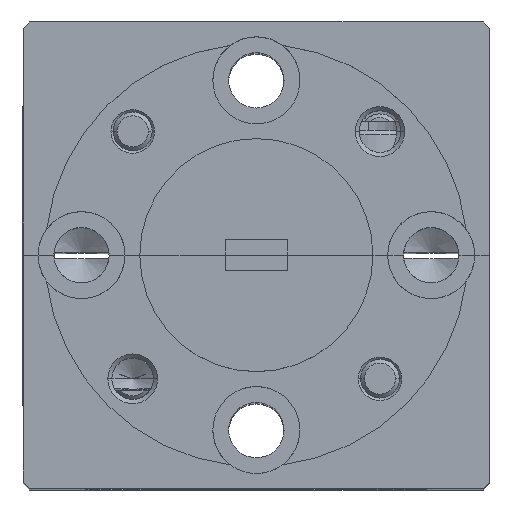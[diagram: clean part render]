
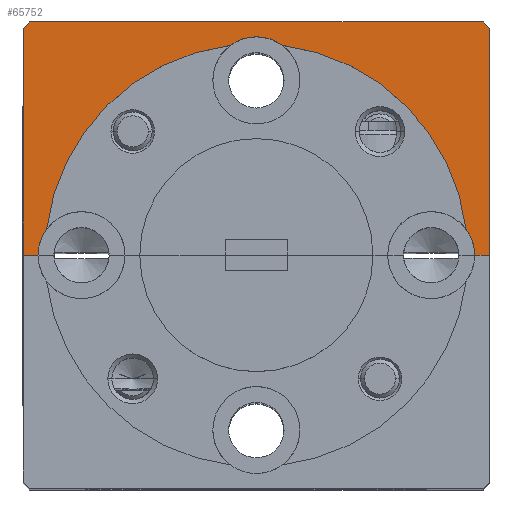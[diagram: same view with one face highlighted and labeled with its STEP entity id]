
A CAD part, top view. The second image highlights one B-rep face of the part: STEP entity #65752.
In plain terms, the highlighted planar face has unit normal (0, 0, 1).
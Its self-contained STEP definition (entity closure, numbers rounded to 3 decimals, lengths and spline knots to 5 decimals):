
#11 = DIRECTION ( 'NONE',  ( 0., 0., 1. ) ) ;
#921 = VECTOR ( 'NONE', #65775, 39.37008 ) ;
#1541 = CIRCLE ( 'NONE', #55118, 0.07 ) ;
#1588 = EDGE_CURVE ( 'NONE', #12580, #15645, #67291, .T. ) ;
#3255 = FACE_OUTER_BOUND ( 'NONE', #41864, .T. ) ;
#3345 = DIRECTION ( 'NONE',  ( -0.707, -0.707, 0. ) ) ;
#4121 = CARTESIAN_POINT ( 'NONE',  ( 0.375, 0.5625, 0.8 ) ) ;
#4798 = CARTESIAN_POINT ( 'NONE',  ( 0.27625, 0.65125, 0.8 ) ) ;
#5699 = DIRECTION ( 'NONE',  ( -0.707, 0.707, 0. ) ) ;
#6095 = CARTESIAN_POINT ( 'NONE',  ( 0.28125, 0.1875, 0.8 ) ) ;
#6604 = LINE ( 'NONE', #36481, #65096 ) ;
#6609 = CARTESIAN_POINT ( 'NONE',  ( 0.365, 0.5625, 0.8 ) ) ;
#6876 = AXIS2_PLACEMENT_3D ( 'NONE', #21580, #42226, #57896 ) ;
#7050 = LINE ( 'NONE', #15502, #41179 ) ;
#8242 = ORIENTED_EDGE ( 'NONE', *, *, #41141, .F. ) ;
#9395 = EDGE_CURVE ( 'NONE', #54309, #61314, #31774, .T. ) ;
#10001 = CARTESIAN_POINT ( 'NONE',  ( 0., 0.1875, 0.8 ) ) ;
#10112 = DIRECTION ( 'NONE',  ( -1., 0., 0. ) ) ;
#10775 = CARTESIAN_POINT ( 'NONE',  ( -0.375, 0.1875, 0.8 ) ) ;
#11127 = VERTEX_POINT ( 'NONE', #25889 ) ;
#11175 = ORIENTED_EDGE ( 'NONE', *, *, #65569, .T. ) ;
#12580 = VERTEX_POINT ( 'NONE', #14177 ) ;
#13956 = VERTEX_POINT ( 'NONE', #18930 ) ;
#14104 = CIRCLE ( 'NONE', #52682, 0.34 ) ;
#14177 = CARTESIAN_POINT ( 'NONE',  ( 0.375, 0.5525, 0.8 ) ) ;
#15502 = CARTESIAN_POINT ( 'NONE',  ( -0.375, 0.1875, 0.8 ) ) ;
#15645 = VERTEX_POINT ( 'NONE', #6609 ) ;
#15822 = CARTESIAN_POINT ( 'NONE',  ( 0.35125, 0.1875, 0.8 ) ) ;
#15961 = DIRECTION ( 'NONE',  ( 0., -1., 0. ) ) ;
#16198 = DIRECTION ( 'NONE',  ( 1., 0., 0. ) ) ;
#16652 = VERTEX_POINT ( 'NONE', #48689 ) ;
#16906 = EDGE_CURVE ( 'NONE', #11127, #35476, #7050, .T. ) ;
#17389 = CARTESIAN_POINT ( 'NONE',  ( -0.365, 0.5625, 0.8 ) ) ;
#18930 = CARTESIAN_POINT ( 'NONE',  ( -0.35125, 0.1875, 0.8 ) ) ;
#19266 = ORIENTED_EDGE ( 'NONE', *, *, #45354, .T. ) ;
#19340 = AXIS2_PLACEMENT_3D ( 'NONE', #31293, #11, #46731 ) ;
#20017 = DIRECTION ( 'NONE',  ( 0., 0., 1. ) ) ;
#21580 = CARTESIAN_POINT ( 'NONE',  ( 0., 0.46875, 0.8 ) ) ;
#22337 = ORIENTED_EDGE ( 'NONE', *, *, #50889, .F. ) ;
#25161 = CARTESIAN_POINT ( 'NONE',  ( 0.375, 0.1875, 0.8 ) ) ;
#25889 = CARTESIAN_POINT ( 'NONE',  ( -0.375, 0.5525, 0.8 ) ) ;
#26235 = ORIENTED_EDGE ( 'NONE', *, *, #9395, .T. ) ;
#26470 = CARTESIAN_POINT ( 'NONE',  ( 0., 0.375, 0.8 ) ) ;
#26989 = DIRECTION ( 'NONE',  ( 1., 0., 0. ) ) ;
#27219 = VECTOR ( 'NONE', #34553, 39.37008 ) ;
#28749 = LINE ( 'NONE', #4121, #66935 ) ;
#28807 = ORIENTED_EDGE ( 'NONE', *, *, #16906, .T. ) ;
#30441 = LINE ( 'NONE', #40229, #27219 ) ;
#30829 = DIRECTION ( 'NONE',  ( 0., 1., 0. ) ) ;
#31293 = CARTESIAN_POINT ( 'NONE',  ( -0.28125, 0.1875, 0.8 ) ) ;
#31683 = DIRECTION ( 'NONE',  ( 0., 0., 1. ) ) ;
#31774 = LINE ( 'NONE', #34194, #921 ) ;
#34194 = CARTESIAN_POINT ( 'NONE',  ( 0.375, 0.1875, 0.8 ) ) ;
#34424 = CARTESIAN_POINT ( 'NONE',  ( -0.27625, 0.65125, 0.8 ) ) ;
#34553 = DIRECTION ( 'NONE',  ( 1., 0., 0. ) ) ;
#34946 = CIRCLE ( 'NONE', #47978, 0.34 ) ;
#35466 = CIRCLE ( 'NONE', #6876, 0.07 ) ;
#35476 = VERTEX_POINT ( 'NONE', #10775 ) ;
#35964 = PLANE ( 'NONE',  #64693 ) ;
#35994 = CARTESIAN_POINT ( 'NONE',  ( 0.33742, 0.22927, 0.8 ) ) ;
#36075 = DIRECTION ( 'NONE',  ( 1., 0., 0. ) ) ;
#36481 = CARTESIAN_POINT ( 'NONE',  ( 0.375, 0.1875, 0.8 ) ) ;
#37532 = EDGE_CURVE ( 'NONE', #15645, #55622, #28749, .T. ) ;
#38248 = CARTESIAN_POINT ( 'NONE',  ( 0.04177, 0.52492, 0.8 ) ) ;
#38993 = VECTOR ( 'NONE', #3345, 39.37008 ) ;
#40229 = CARTESIAN_POINT ( 'NONE',  ( 0.375, 0.1875, 0.8 ) ) ;
#41141 = EDGE_CURVE ( 'NONE', #54330, #63148, #34946, .T. ) ;
#41179 = VECTOR ( 'NONE', #15961, 39.37008 ) ;
#41864 = EDGE_LOOP ( 'NONE', ( #22337, #8242, #67092, #26235, #19266, #44247, #47737, #11175, #28807, #60835, #44377, #62844 ) ) ;
#42096 = DIRECTION ( 'NONE',  ( 0., 0., 1. ) ) ;
#42226 = DIRECTION ( 'NONE',  ( 0., 0., 1. ) ) ;
#44247 = ORIENTED_EDGE ( 'NONE', *, *, #1588, .T. ) ;
#44377 = ORIENTED_EDGE ( 'NONE', *, *, #58401, .F. ) ;
#45354 = EDGE_CURVE ( 'NONE', #61314, #12580, #6604, .T. ) ;
#46731 = DIRECTION ( 'NONE',  ( 1., 0., 0. ) ) ;
#46786 = VERTEX_POINT ( 'NONE', #55324 ) ;
#47737 = ORIENTED_EDGE ( 'NONE', *, *, #37532, .T. ) ;
#47978 = AXIS2_PLACEMENT_3D ( 'NONE', #58221, #42096, #16198 ) ;
#48527 = EDGE_CURVE ( 'NONE', #54309, #54330, #1541, .T. ) ;
#48689 = CARTESIAN_POINT ( 'NONE',  ( -0.33743, 0.22927, 0.8 ) ) ;
#48804 = LINE ( 'NONE', #34424, #38993 ) ;
#50889 = EDGE_CURVE ( 'NONE', #63148, #46786, #35466, .T. ) ;
#52682 = AXIS2_PLACEMENT_3D ( 'NONE', #10001, #20017, #36075 ) ;
#53695 = EDGE_CURVE ( 'NONE', #46786, #16652, #14104, .T. ) ;
#54309 = VERTEX_POINT ( 'NONE', #15822 ) ;
#54330 = VERTEX_POINT ( 'NONE', #35994 ) ;
#55118 = AXIS2_PLACEMENT_3D ( 'NONE', #6095, #62630, #26989 ) ;
#55324 = CARTESIAN_POINT ( 'NONE',  ( -0.04177, 0.52492, 0.8 ) ) ;
#55622 = VERTEX_POINT ( 'NONE', #17389 ) ;
#55666 = DIRECTION ( 'NONE',  ( -1., 0., 0. ) ) ;
#57896 = DIRECTION ( 'NONE',  ( 1., 0., 0. ) ) ;
#58221 = CARTESIAN_POINT ( 'NONE',  ( 0., 0.1875, 0.8 ) ) ;
#58401 = EDGE_CURVE ( 'NONE', #16652, #13956, #64252, .T. ) ;
#59158 = VECTOR ( 'NONE', #5699, 39.37008 ) ;
#60835 = ORIENTED_EDGE ( 'NONE', *, *, #64922, .T. ) ;
#61314 = VERTEX_POINT ( 'NONE', #25161 ) ;
#62630 = DIRECTION ( 'NONE',  ( 0., 0., 1. ) ) ;
#62844 = ORIENTED_EDGE ( 'NONE', *, *, #53695, .F. ) ;
#63148 = VERTEX_POINT ( 'NONE', #38248 ) ;
#64252 = CIRCLE ( 'NONE', #19340, 0.07 ) ;
#64693 = AXIS2_PLACEMENT_3D ( 'NONE', #26470, #31683, #10112 ) ;
#64922 = EDGE_CURVE ( 'NONE', #35476, #13956, #30441, .T. ) ;
#65096 = VECTOR ( 'NONE', #30829, 39.37008 ) ;
#65569 = EDGE_CURVE ( 'NONE', #55622, #11127, #48804, .T. ) ;
#65752 = ADVANCED_FACE ( 'NONE', ( #3255 ), #35964, .T. ) ;
#65775 = DIRECTION ( 'NONE',  ( 1., 0., 0. ) ) ;
#66935 = VECTOR ( 'NONE', #55666, 39.37008 ) ;
#67092 = ORIENTED_EDGE ( 'NONE', *, *, #48527, .F. ) ;
#67291 = LINE ( 'NONE', #4798, #59158 ) ;
